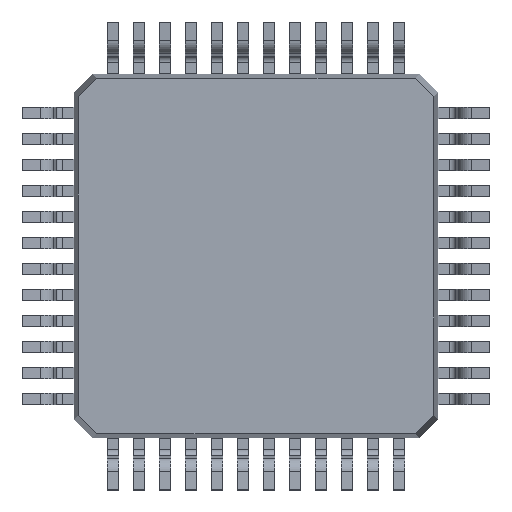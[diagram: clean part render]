
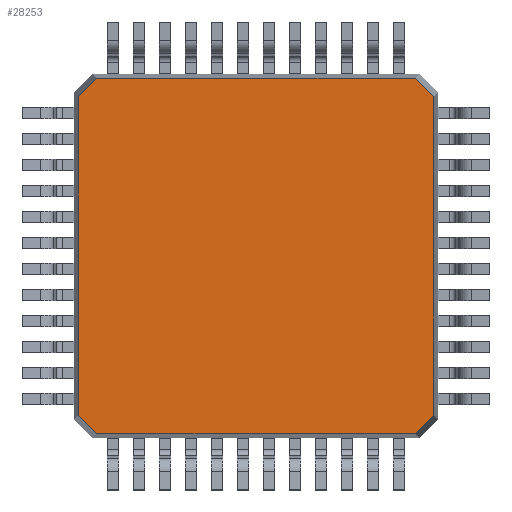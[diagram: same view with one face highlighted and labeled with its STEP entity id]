
A CAD part, front view. The second image highlights one B-rep face of the part: STEP entity #28253.
In plain terms, the highlighted planar face has unit normal (0, -1, 0).
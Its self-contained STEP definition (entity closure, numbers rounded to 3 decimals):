
#91 = FACE_OUTER_BOUND ( 'NONE', #13269, .T. ) ;
#228 = DIRECTION ( 'NONE',  ( -0.702, 0., -0.712 ) ) ;
#712 = LINE ( 'NONE', #28411, #24154 ) ;
#1647 = VECTOR ( 'NONE', #12664, 1000. ) ;
#1948 = DIRECTION ( 'NONE',  ( 1., 0., 0. ) ) ;
#2173 = VERTEX_POINT ( 'NONE', #7265 ) ;
#2734 = LINE ( 'NONE', #26723, #30010 ) ;
#2871 = CARTESIAN_POINT ( 'NONE',  ( 0., -0.725, 3.42 ) ) ;
#4187 = CARTESIAN_POINT ( 'NONE',  ( 3.067, -0.725, -3.42 ) ) ;
#4912 = EDGE_CURVE ( 'NONE', #26127, #28939, #10904, .T. ) ;
#5592 = CARTESIAN_POINT ( 'NONE',  ( 3.42, -0.725, 0. ) ) ;
#6858 = EDGE_CURVE ( 'NONE', #25722, #21847, #20901, .T. ) ;
#7265 = CARTESIAN_POINT ( 'NONE',  ( -3.42, -0.725, -3.067 ) ) ;
#7482 = AXIS2_PLACEMENT_3D ( 'NONE', #7813, #27776, #24969 ) ;
#7813 = CARTESIAN_POINT ( 'NONE',  ( 0., -0.725, 0. ) ) ;
#7972 = ORIENTED_EDGE ( 'NONE', *, *, #16628, .T. ) ;
#9666 = ORIENTED_EDGE ( 'NONE', *, *, #29577, .T. ) ;
#9756 = VECTOR ( 'NONE', #22757, 1000. ) ;
#10131 = VECTOR ( 'NONE', #11237, 1000. ) ;
#10431 = VECTOR ( 'NONE', #27068, 1000. ) ;
#10904 = LINE ( 'NONE', #5592, #9756 ) ;
#11087 = EDGE_CURVE ( 'NONE', #21847, #19591, #30111, .T. ) ;
#11237 = DIRECTION ( 'NONE',  ( 0., 0., -1. ) ) ;
#12337 = CARTESIAN_POINT ( 'NONE',  ( -3.063, -0.725, -3.419 ) ) ;
#12618 = DIRECTION ( 'NONE',  ( -1., 0., 0. ) ) ;
#12664 = DIRECTION ( 'NONE',  ( 0.712, 0., -0.702 ) ) ;
#13269 = EDGE_LOOP ( 'NONE', ( #25142, #17081, #7972, #29046, #27930, #9666, #23329, #20759 ) ) ;
#13940 = VECTOR ( 'NONE', #12618, 1000. ) ;
#14820 = CARTESIAN_POINT ( 'NONE',  ( 3.419, -0.725, -3.063 ) ) ;
#15336 = CARTESIAN_POINT ( 'NONE',  ( -3.419, -0.725, 3.063 ) ) ;
#16628 = EDGE_CURVE ( 'NONE', #21724, #23662, #2734, .T. ) ;
#16678 = LINE ( 'NONE', #18977, #10131 ) ;
#17081 = ORIENTED_EDGE ( 'NONE', *, *, #22673, .T. ) ;
#18977 = CARTESIAN_POINT ( 'NONE',  ( -3.42, -0.725, 0. ) ) ;
#19591 = VERTEX_POINT ( 'NONE', #24712 ) ;
#19618 = EDGE_CURVE ( 'NONE', #23662, #26127, #28137, .T. ) ;
#20759 = ORIENTED_EDGE ( 'NONE', *, *, #11087, .T. ) ;
#20901 = LINE ( 'NONE', #2871, #13940 ) ;
#21228 = CARTESIAN_POINT ( 'NONE',  ( -3.062, -0.725, -3.42 ) ) ;
#21724 = VERTEX_POINT ( 'NONE', #21228 ) ;
#21847 = VERTEX_POINT ( 'NONE', #24010 ) ;
#22673 = EDGE_CURVE ( 'NONE', #2173, #21724, #26985, .T. ) ;
#22757 = DIRECTION ( 'NONE',  ( 0., 0., 1. ) ) ;
#23329 = ORIENTED_EDGE ( 'NONE', *, *, #6858, .T. ) ;
#23576 = VECTOR ( 'NONE', #228, 1000. ) ;
#23662 = VERTEX_POINT ( 'NONE', #4187 ) ;
#24010 = CARTESIAN_POINT ( 'NONE',  ( -3.067, -0.725, 3.42 ) ) ;
#24154 = VECTOR ( 'NONE', #25894, 1000. ) ;
#24712 = CARTESIAN_POINT ( 'NONE',  ( -3.42, -0.725, 3.062 ) ) ;
#24969 = DIRECTION ( 'NONE',  ( 0., 0., -1. ) ) ;
#25142 = ORIENTED_EDGE ( 'NONE', *, *, #27863, .T. ) ;
#25185 = PLANE ( 'NONE',  #7482 ) ;
#25722 = VERTEX_POINT ( 'NONE', #30453 ) ;
#25894 = DIRECTION ( 'NONE',  ( -0.712, 0., 0.702 ) ) ;
#26127 = VERTEX_POINT ( 'NONE', #30336 ) ;
#26723 = CARTESIAN_POINT ( 'NONE',  ( 0., -0.725, -3.42 ) ) ;
#26985 = LINE ( 'NONE', #12337, #1647 ) ;
#27068 = DIRECTION ( 'NONE',  ( 0.702, 0., 0.712 ) ) ;
#27776 = DIRECTION ( 'NONE',  ( 0., 1., 0. ) ) ;
#27863 = EDGE_CURVE ( 'NONE', #19591, #2173, #16678, .T. ) ;
#27930 = ORIENTED_EDGE ( 'NONE', *, *, #4912, .T. ) ;
#28137 = LINE ( 'NONE', #14820, #10431 ) ;
#28253 = ADVANCED_FACE ( 'NONE', ( #91 ), #25185, .F. ) ;
#28411 = CARTESIAN_POINT ( 'NONE',  ( 3.063, -0.725, 3.419 ) ) ;
#28774 = CARTESIAN_POINT ( 'NONE',  ( 3.42, -0.725, 3.067 ) ) ;
#28939 = VERTEX_POINT ( 'NONE', #28774 ) ;
#29046 = ORIENTED_EDGE ( 'NONE', *, *, #19618, .T. ) ;
#29577 = EDGE_CURVE ( 'NONE', #28939, #25722, #712, .T. ) ;
#30010 = VECTOR ( 'NONE', #1948, 1000. ) ;
#30111 = LINE ( 'NONE', #15336, #23576 ) ;
#30336 = CARTESIAN_POINT ( 'NONE',  ( 3.42, -0.725, -3.062 ) ) ;
#30453 = CARTESIAN_POINT ( 'NONE',  ( 3.062, -0.725, 3.42 ) ) ;
